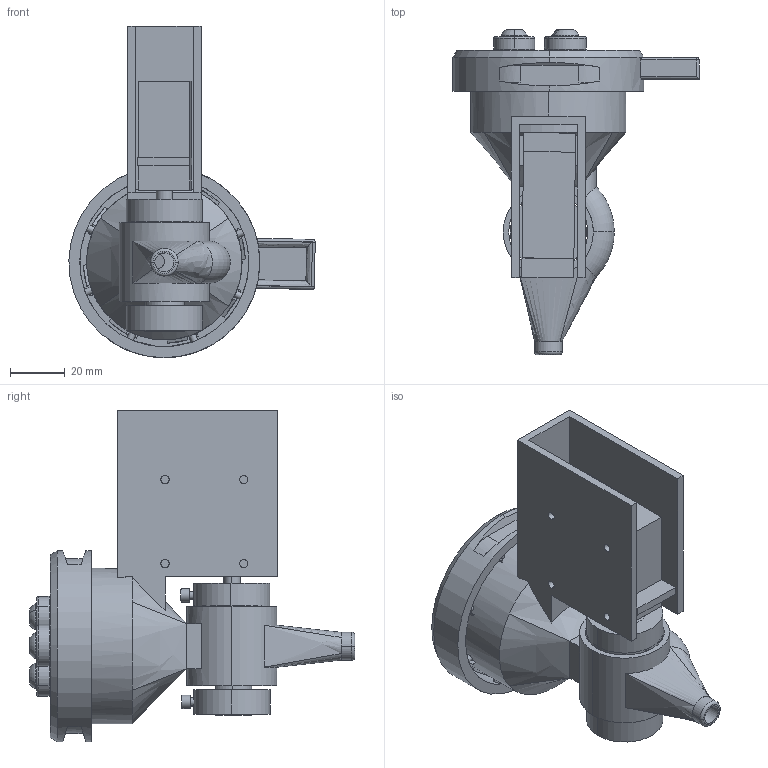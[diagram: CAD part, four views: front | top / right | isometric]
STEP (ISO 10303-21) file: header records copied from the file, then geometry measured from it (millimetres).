
FILE_DESCRIPTION (( 'STEP AP214' ), '1' );
FILE_NAME ('Seeder Tool.STEP', '2021-04-06T21:28:26', ( '' ), ( '' ), 'SwSTEP 2.0', 'SolidWorks 2018', '' );
FILE_SCHEMA (( 'AUTOMOTIVE_DESIGN' ));
Length unit declared in the file: millimetre
Products named in the file (15): Ring Magnet; White_round_piece; Magnet w_ Hardware _2_; Seeder Tool; M5 Flange Locknut; Axle; Screw; New_Turnstile; Seeder; Magnet w_ Hardware _1_; UTM; New_Seed_Holder_cover; Magnet w_ Hardware _3_; M5 x 16mm Screw; New Servo
Assembly tree (22 placements, depth 4):
  Seeder Tool
    New_Seed_Holder_cover
    New_Turnstile
    White_round_piece  x2
    New Servo
    Axle
    Screw  x2
    UTM
      Magnet w_ Hardware _3_
        M5 x 16mm Screw
        Ring Magnet
        M5 Flange Locknut
      Magnet w_ Hardware _1_
        M5 x 16mm Screw
        Ring Magnet
        M5 Flange Locknut
      Magnet w_ Hardware _2_
        M5 x 16mm Screw
        Ring Magnet
        M5 Flange Locknut
      Seeder
Bounding box: 90.28 x 119.28 x 121.47 mm (x, y, z)
Volume: 130304.7 mm3; surface area: 81948.8 mm2
Topology: 21 solids, 21 shells, 518 faces, 1227 edges, 772 vertices
Faces by surface type: plane 240, cylinder 147, bspline 75, torus 37, cone 17, sphere 2
Entity records: 20484 total; most frequent: CARTESIAN_POINT 10384, ORIENTED_EDGE 1954, DIRECTION 1788, EDGE_CURVE 977, AXIS2_PLACEMENT_3D 688, VERTEX_POINT 620, EDGE_LOOP 467, VECTOR 412
